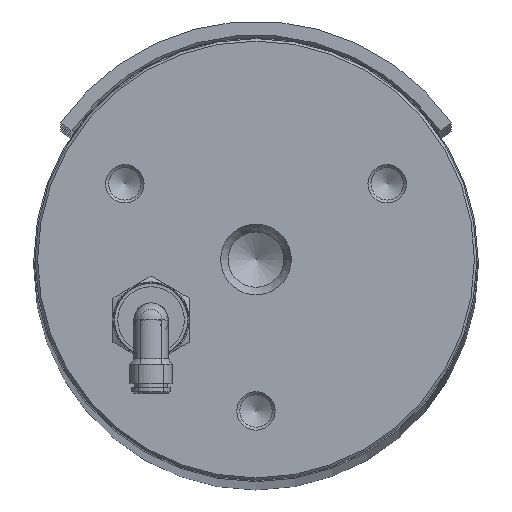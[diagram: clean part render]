
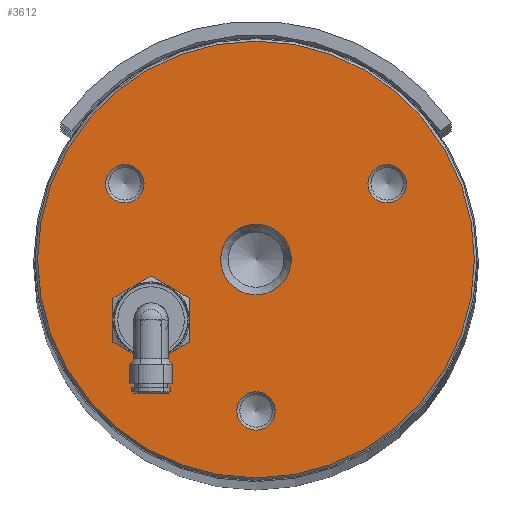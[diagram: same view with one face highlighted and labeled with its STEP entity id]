
A CAD part, top view. The second image highlights one B-rep face of the part: STEP entity #3612.
In plain terms, the highlighted face is planar.
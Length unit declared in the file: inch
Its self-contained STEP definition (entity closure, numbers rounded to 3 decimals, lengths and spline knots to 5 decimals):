
#374 = FACE_BOUND ( 'NONE', #6932, .T. ) ;
#516 = VERTEX_POINT ( 'NONE', #4154 ) ;
#995 = EDGE_CURVE ( 'NONE', #2983, #2983, #1707, .T. ) ;
#1461 = ORIENTED_EDGE ( 'NONE', *, *, #995, .T. ) ;
#1583 = VERTEX_POINT ( 'NONE', #10557 ) ;
#1707 = CIRCLE ( 'NONE', #4570, 2.704 ) ;
#1716 = AXIS2_PLACEMENT_3D ( 'NONE', #11261, #4175, #4964 ) ;
#1862 = EDGE_CURVE ( 'NONE', #8557, #8557, #8740, .T. ) ;
#2250 = AXIS2_PLACEMENT_3D ( 'NONE', #6926, #3419, #8652 ) ;
#2268 = CARTESIAN_POINT ( 'NONE',  ( 0., 0., -1.8775 ) ) ;
#2492 = AXIS2_PLACEMENT_3D ( 'NONE', #7627, #9049, #2704 ) ;
#2552 = EDGE_LOOP ( 'NONE', ( #1461 ) ) ;
#2635 = CIRCLE ( 'NONE', #9286, 0.2372 ) ;
#2642 = CIRCLE ( 'NONE', #8144, 0.2372 ) ;
#2704 = DIRECTION ( 'NONE',  ( -1., 0., 0. ) ) ;
#2983 = VERTEX_POINT ( 'NONE', #4996 ) ;
#2986 = DIRECTION ( 'NONE',  ( -1., 0., 0. ) ) ;
#3419 = DIRECTION ( 'NONE',  ( 0., 0., -1. ) ) ;
#3443 = DIRECTION ( 'NONE',  ( 0., 0., -1. ) ) ;
#3489 = CARTESIAN_POINT ( 'NONE',  ( -0.2372, -1.875, -1.8775 ) ) ;
#3612 = ADVANCED_FACE ( 'NONE', ( #374, #5441, #9889, #8167, #3888, #7507 ), #4005, .T. ) ;
#3679 = CARTESIAN_POINT ( 'NONE',  ( 0., 0., -1.8775 ) ) ;
#3888 = FACE_BOUND ( 'NONE', #8490, .T. ) ;
#3915 = ORIENTED_EDGE ( 'NONE', *, *, #5571, .F. ) ;
#4005 = PLANE ( 'NONE',  #2492 ) ;
#4154 = CARTESIAN_POINT ( 'NONE',  ( -0.4375, 0., -1.8775 ) ) ;
#4175 = DIRECTION ( 'NONE',  ( 0., 0., -1. ) ) ;
#4388 = EDGE_LOOP ( 'NONE', ( #4692 ) ) ;
#4570 = AXIS2_PLACEMENT_3D ( 'NONE', #2268, #5775, #2986 ) ;
#4692 = ORIENTED_EDGE ( 'NONE', *, *, #11175, .F. ) ;
#4803 = EDGE_CURVE ( 'NONE', #8891, #8891, #2635, .T. ) ;
#4964 = DIRECTION ( 'NONE',  ( -1., 0., 0. ) ) ;
#4996 = CARTESIAN_POINT ( 'NONE',  ( -2.704, 0., -1.8775 ) ) ;
#5013 = CARTESIAN_POINT ( 'NONE',  ( 0., -1.875, -1.8775 ) ) ;
#5396 = VERTEX_POINT ( 'NONE', #9002 ) ;
#5441 = FACE_BOUND ( 'NONE', #4388, .T. ) ;
#5508 = AXIS2_PLACEMENT_3D ( 'NONE', #3679, #3443, #10690 ) ;
#5571 = EDGE_CURVE ( 'NONE', #516, #516, #11378, .T. ) ;
#5757 = DIRECTION ( 'NONE',  ( -1., 0., 0. ) ) ;
#5775 = DIRECTION ( 'NONE',  ( 0., 0., -1. ) ) ;
#6522 = DIRECTION ( 'NONE',  ( 0., 0., -1. ) ) ;
#6831 = CARTESIAN_POINT ( 'NONE',  ( -1.861, 0.9375, -1.8775 ) ) ;
#6838 = ORIENTED_EDGE ( 'NONE', *, *, #7474, .F. ) ;
#6926 = CARTESIAN_POINT ( 'NONE',  ( 0., 1.5, -1.8775 ) ) ;
#6932 = EDGE_LOOP ( 'NONE', ( #7540 ) ) ;
#6971 = CIRCLE ( 'NONE', #2250, 0.41348 ) ;
#7474 = EDGE_CURVE ( 'NONE', #1583, #1583, #6971, .T. ) ;
#7507 = FACE_OUTER_BOUND ( 'NONE', #2552, .T. ) ;
#7540 = ORIENTED_EDGE ( 'NONE', *, *, #4803, .F. ) ;
#7627 = CARTESIAN_POINT ( 'NONE',  ( 2.75, -10.01982, -1.8775 ) ) ;
#8144 = AXIS2_PLACEMENT_3D ( 'NONE', #9316, #6522, #5757 ) ;
#8167 = FACE_BOUND ( 'NONE', #10251, .T. ) ;
#8219 = EDGE_LOOP ( 'NONE', ( #11525 ) ) ;
#8490 = EDGE_LOOP ( 'NONE', ( #3915 ) ) ;
#8557 = VERTEX_POINT ( 'NONE', #6831 ) ;
#8652 = DIRECTION ( 'NONE',  ( -1., 0., 0. ) ) ;
#8740 = CIRCLE ( 'NONE', #1716, 0.2372 ) ;
#8891 = VERTEX_POINT ( 'NONE', #3489 ) ;
#9002 = CARTESIAN_POINT ( 'NONE',  ( 1.38659, 0.9375, -1.8775 ) ) ;
#9049 = DIRECTION ( 'NONE',  ( 0., 0., -1. ) ) ;
#9286 = AXIS2_PLACEMENT_3D ( 'NONE', #5013, #11306, #9466 ) ;
#9316 = CARTESIAN_POINT ( 'NONE',  ( 1.6238, 0.9375, -1.8775 ) ) ;
#9466 = DIRECTION ( 'NONE',  ( -1., 0., 0. ) ) ;
#9889 = FACE_BOUND ( 'NONE', #8219, .T. ) ;
#10251 = EDGE_LOOP ( 'NONE', ( #6838 ) ) ;
#10557 = CARTESIAN_POINT ( 'NONE',  ( -0.41348, 1.5, -1.8775 ) ) ;
#10690 = DIRECTION ( 'NONE',  ( -1., 0., 0. ) ) ;
#11175 = EDGE_CURVE ( 'NONE', #5396, #5396, #2642, .T. ) ;
#11261 = CARTESIAN_POINT ( 'NONE',  ( -1.6238, 0.9375, -1.8775 ) ) ;
#11306 = DIRECTION ( 'NONE',  ( 0., 0., -1. ) ) ;
#11378 = CIRCLE ( 'NONE', #5508, 0.4375 ) ;
#11525 = ORIENTED_EDGE ( 'NONE', *, *, #1862, .F. ) ;
